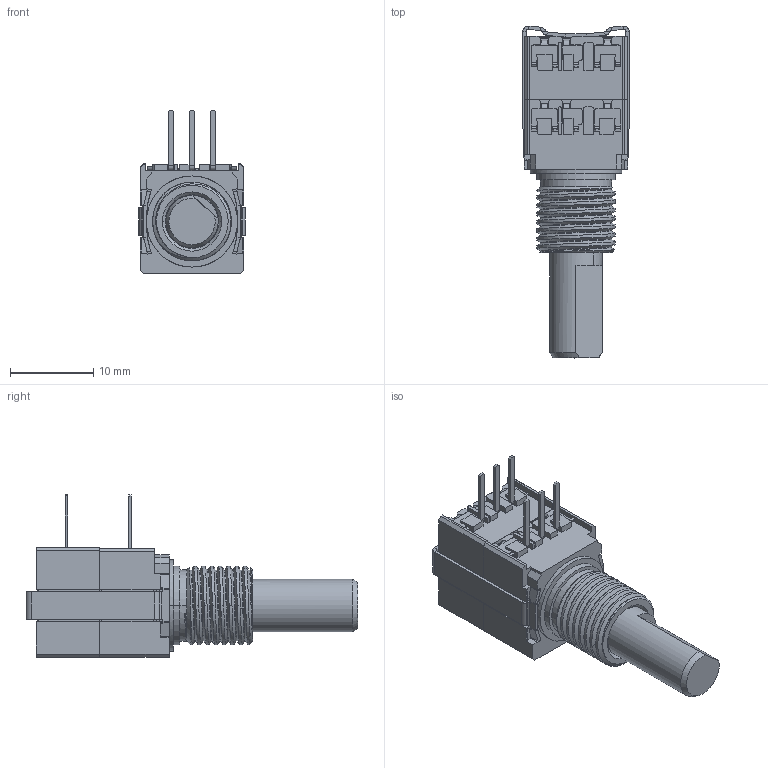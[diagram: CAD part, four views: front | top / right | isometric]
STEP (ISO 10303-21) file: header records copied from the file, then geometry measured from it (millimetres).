
FILE_DESCRIPTION((''),'2;1');
FILE_NAME('56AAD-C28','2014-08-06T',('RICKB'),('Bourns, Inc.'),'PRO/ENGINEER BY PARAMETRIC TECHNOLOGY CORPORATION, 2012230','PRO/ENGINEER BY PARAMETRIC TECHNOLOGY CORPORATION, 2012230','');
FILE_SCHEMA(('CONFIG_CONTROL_DESIGN'));
Length unit declared in the file: inch
Products named in the file (1): 56AAD-C28
Bounding box: 12.81 x 39.98 x 19.61 mm (x, y, z)
Volume: 3513.3 mm3; surface area: 2673.4 mm2
Topology: 1 solids, 2 shells, 896 faces, 2343 edges, 1471 vertices
Faces by surface type: plane 674, cylinder 174, bspline 33, cone 13, torus 2
Entity records: 29968 total; most frequent: CARTESIAN_POINT 8001, ORIENTED_EDGE 4678, DIRECTION 4316, EDGE_CURVE 2339, VECTOR 1896, LINE 1896, VERTEX_POINT 1471, AXIS2_PLACEMENT_3D 1210
